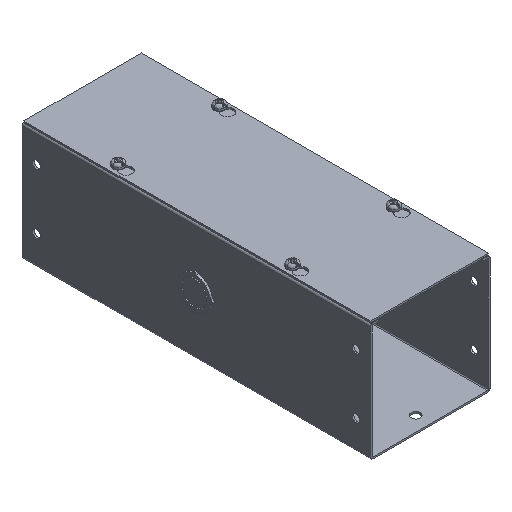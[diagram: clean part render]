
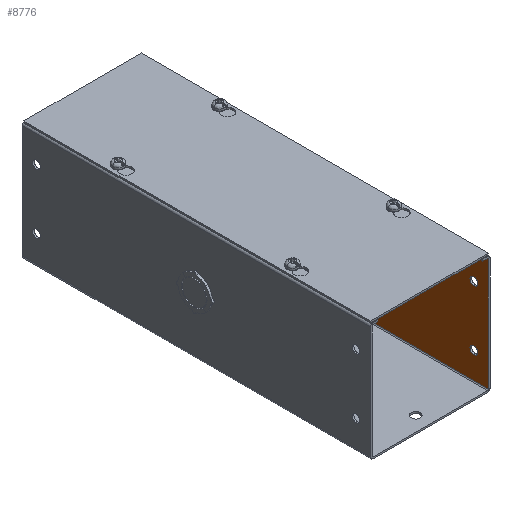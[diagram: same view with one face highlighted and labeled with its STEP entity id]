
A CAD part, isometric view. The second image highlights one B-rep face of the part: STEP entity #8776.
In plain terms, the highlighted planar face has unit normal (-1, 0, 0).
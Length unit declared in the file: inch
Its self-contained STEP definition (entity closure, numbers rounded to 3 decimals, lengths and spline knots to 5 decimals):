
#45 = AXIS2_PLACEMENT_3D ( 'NONE', #8892, #2486, #4055 ) ;
#128 = DIRECTION ( 'NONE',  ( 0., 0., -1. ) ) ;
#178 = VERTEX_POINT ( 'NONE', #4311 ) ;
#253 = EDGE_CURVE ( 'NONE', #3982, #6922, #5168, .T. ) ;
#378 = CARTESIAN_POINT ( 'NONE',  ( 2., -6., 0.047 ) ) ;
#665 = CARTESIAN_POINT ( 'NONE',  ( 2., -5.5, 2.924 ) ) ;
#736 = CARTESIAN_POINT ( 'NONE',  ( 2., -5.5, 3.057 ) ) ;
#793 = CIRCLE ( 'NONE', #3628, 0.133 ) ;
#907 = LINE ( 'NONE', #3067, #9003 ) ;
#984 = ORIENTED_EDGE ( 'NONE', *, *, #4937, .T. ) ;
#1220 = CARTESIAN_POINT ( 'NONE',  ( 2., -5.5, 1. ) ) ;
#1239 = CIRCLE ( 'NONE', #45, 0.133 ) ;
#1327 = DIRECTION ( 'NONE',  ( 0., 0., 1. ) ) ;
#1354 = CARTESIAN_POINT ( 'NONE',  ( 2., 5.5, 1. ) ) ;
#1457 = CARTESIAN_POINT ( 'NONE',  ( 2., -5.5, 3.19 ) ) ;
#1480 = DIRECTION ( 'NONE',  ( 0., 0., -1. ) ) ;
#1576 = VERTEX_POINT ( 'NONE', #6086 ) ;
#1619 = DIRECTION ( 'NONE',  ( -1., 0., 0. ) ) ;
#1721 = ORIENTED_EDGE ( 'NONE', *, *, #6663, .F. ) ;
#1788 = EDGE_LOOP ( 'NONE', ( #9266, #7606 ) ) ;
#1955 = EDGE_CURVE ( 'NONE', #1576, #2193, #7983, .T. ) ;
#1986 = AXIS2_PLACEMENT_3D ( 'NONE', #1354, #9235, #5659 ) ;
#2079 = VECTOR ( 'NONE', #3066, 39.37008 ) ;
#2193 = VERTEX_POINT ( 'NONE', #4185 ) ;
#2333 = AXIS2_PLACEMENT_3D ( 'NONE', #4996, #7853, #4281 ) ;
#2486 = DIRECTION ( 'NONE',  ( -1., 0., 0. ) ) ;
#2555 = DIRECTION ( 'NONE',  ( -1., 0., 0. ) ) ;
#2562 = VERTEX_POINT ( 'NONE', #6766 ) ;
#2657 = CARTESIAN_POINT ( 'NONE',  ( 2., 6., 0.057 ) ) ;
#3027 = DIRECTION ( 'NONE',  ( 0., 0., -1. ) ) ;
#3036 = CIRCLE ( 'NONE', #7527, 0.133 ) ;
#3066 = DIRECTION ( 'NONE',  ( 0., 1., 0. ) ) ;
#3067 = CARTESIAN_POINT ( 'NONE',  ( 2., -6., 3.971 ) ) ;
#3263 = DIRECTION ( 'NONE',  ( 0., 0., -1. ) ) ;
#3304 = CARTESIAN_POINT ( 'NONE',  ( 2., -5.5, 3.057 ) ) ;
#3348 = CARTESIAN_POINT ( 'NONE',  ( 2., 6., 0.086 ) ) ;
#3373 = FACE_BOUND ( 'NONE', #7490, .T. ) ;
#3462 = EDGE_CURVE ( 'NONE', #2562, #6670, #6360, .T. ) ;
#3490 = CARTESIAN_POINT ( 'NONE',  ( 2., -6., 0.057 ) ) ;
#3558 = EDGE_CURVE ( 'NONE', #9012, #4392, #3036, .T. ) ;
#3621 = VECTOR ( 'NONE', #7622, 39.37008 ) ;
#3628 = AXIS2_PLACEMENT_3D ( 'NONE', #1220, #3946, #4078 ) ;
#3727 = DIRECTION ( 'NONE',  ( -1., 0., 0. ) ) ;
#3728 = CARTESIAN_POINT ( 'NONE',  ( 2., 5.5, 0.867 ) ) ;
#3873 = VERTEX_POINT ( 'NONE', #1457 ) ;
#3943 = VERTEX_POINT ( 'NONE', #5301 ) ;
#3946 = DIRECTION ( 'NONE',  ( -1., 0., 0. ) ) ;
#3982 = VERTEX_POINT ( 'NONE', #7459 ) ;
#4055 = DIRECTION ( 'NONE',  ( 0., 0., -1. ) ) ;
#4063 = AXIS2_PLACEMENT_3D ( 'NONE', #736, #7691, #1480 ) ;
#4078 = DIRECTION ( 'NONE',  ( 0., 0., -1. ) ) ;
#4185 = CARTESIAN_POINT ( 'NONE',  ( 2., 5.5, 3.19 ) ) ;
#4281 = DIRECTION ( 'NONE',  ( 0., 0., -1. ) ) ;
#4311 = CARTESIAN_POINT ( 'NONE',  ( 2., -6., 3.971 ) ) ;
#4331 = ORIENTED_EDGE ( 'NONE', *, *, #5787, .F. ) ;
#4392 = VERTEX_POINT ( 'NONE', #8145 ) ;
#4543 = AXIS2_PLACEMENT_3D ( 'NONE', #6541, #3727, #128 ) ;
#4678 = FACE_BOUND ( 'NONE', #7563, .T. ) ;
#4889 = LINE ( 'NONE', #3490, #5265 ) ;
#4937 = EDGE_CURVE ( 'NONE', #3943, #6922, #6826, .T. ) ;
#4996 = CARTESIAN_POINT ( 'NONE',  ( 2., -5.5, 1. ) ) ;
#5095 = ORIENTED_EDGE ( 'NONE', *, *, #3462, .F. ) ;
#5168 = LINE ( 'NONE', #7321, #2079 ) ;
#5182 = CARTESIAN_POINT ( 'NONE',  ( 2., 5.5, 1. ) ) ;
#5250 = ORIENTED_EDGE ( 'NONE', *, *, #7472, .F. ) ;
#5265 = VECTOR ( 'NONE', #1327, 39.37008 ) ;
#5301 = CARTESIAN_POINT ( 'NONE',  ( 2., 6., 3.971 ) ) ;
#5330 = CARTESIAN_POINT ( 'NONE',  ( 2., -5.5, 1.133 ) ) ;
#5575 = CIRCLE ( 'NONE', #1986, 0.133 ) ;
#5620 = EDGE_LOOP ( 'NONE', ( #984, #5721, #8790, #4331 ) ) ;
#5659 = DIRECTION ( 'NONE',  ( 0., 0., -1. ) ) ;
#5675 = EDGE_CURVE ( 'NONE', #3982, #178, #4889, .T. ) ;
#5688 = ORIENTED_EDGE ( 'NONE', *, *, #8432, .F. ) ;
#5720 = DIRECTION ( 'NONE',  ( 0., -1., 0. ) ) ;
#5721 = ORIENTED_EDGE ( 'NONE', *, *, #253, .F. ) ;
#5787 = EDGE_CURVE ( 'NONE', #3943, #178, #907, .T. ) ;
#6021 = AXIS2_PLACEMENT_3D ( 'NONE', #378, #6926, #8989 ) ;
#6086 = CARTESIAN_POINT ( 'NONE',  ( 2., 5.5, 2.924 ) ) ;
#6161 = AXIS2_PLACEMENT_3D ( 'NONE', #3304, #2555, #3263 ) ;
#6360 = CIRCLE ( 'NONE', #2333, 0.133 ) ;
#6541 = CARTESIAN_POINT ( 'NONE',  ( 2., 5.5, 3.057 ) ) ;
#6617 = CIRCLE ( 'NONE', #6161, 0.133 ) ;
#6663 = EDGE_CURVE ( 'NONE', #2193, #1576, #1239, .T. ) ;
#6670 = VERTEX_POINT ( 'NONE', #5330 ) ;
#6766 = CARTESIAN_POINT ( 'NONE',  ( 2., -5.5, 0.867 ) ) ;
#6826 = LINE ( 'NONE', #2657, #3621 ) ;
#6837 = FACE_BOUND ( 'NONE', #1788, .T. ) ;
#6922 = VERTEX_POINT ( 'NONE', #3348 ) ;
#6926 = DIRECTION ( 'NONE',  ( 1., 0., 0. ) ) ;
#7321 = CARTESIAN_POINT ( 'NONE',  ( 2., -6., 0.086 ) ) ;
#7455 = FACE_BOUND ( 'NONE', #7463, .T. ) ;
#7459 = CARTESIAN_POINT ( 'NONE',  ( 2., -6., 0.086 ) ) ;
#7463 = EDGE_LOOP ( 'NONE', ( #8896, #1721 ) ) ;
#7472 = EDGE_CURVE ( 'NONE', #8476, #3873, #7513, .T. ) ;
#7490 = EDGE_LOOP ( 'NONE', ( #5095, #5688 ) ) ;
#7513 = CIRCLE ( 'NONE', #4063, 0.133 ) ;
#7527 = AXIS2_PLACEMENT_3D ( 'NONE', #5182, #1619, #3027 ) ;
#7563 = EDGE_LOOP ( 'NONE', ( #5250, #8013 ) ) ;
#7606 = ORIENTED_EDGE ( 'NONE', *, *, #8544, .F. ) ;
#7622 = DIRECTION ( 'NONE',  ( 0., 0., -1. ) ) ;
#7633 = FACE_OUTER_BOUND ( 'NONE', #5620, .T. ) ;
#7691 = DIRECTION ( 'NONE',  ( -1., 0., 0. ) ) ;
#7853 = DIRECTION ( 'NONE',  ( -1., 0., 0. ) ) ;
#7979 = EDGE_CURVE ( 'NONE', #3873, #8476, #6617, .T. ) ;
#7983 = CIRCLE ( 'NONE', #4543, 0.133 ) ;
#8013 = ORIENTED_EDGE ( 'NONE', *, *, #7979, .F. ) ;
#8145 = CARTESIAN_POINT ( 'NONE',  ( 2., 5.5, 1.133 ) ) ;
#8370 = PLANE ( 'NONE',  #6021 ) ;
#8432 = EDGE_CURVE ( 'NONE', #6670, #2562, #793, .T. ) ;
#8476 = VERTEX_POINT ( 'NONE', #665 ) ;
#8544 = EDGE_CURVE ( 'NONE', #4392, #9012, #5575, .T. ) ;
#8776 = ADVANCED_FACE ( 'NONE', ( #7633, #3373, #4678, #6837, #7455 ), #8370, .F. ) ;
#8790 = ORIENTED_EDGE ( 'NONE', *, *, #5675, .T. ) ;
#8892 = CARTESIAN_POINT ( 'NONE',  ( 2., 5.5, 3.057 ) ) ;
#8896 = ORIENTED_EDGE ( 'NONE', *, *, #1955, .F. ) ;
#8989 = DIRECTION ( 'NONE',  ( 0., 0., -1. ) ) ;
#9003 = VECTOR ( 'NONE', #5720, 39.37008 ) ;
#9012 = VERTEX_POINT ( 'NONE', #3728 ) ;
#9235 = DIRECTION ( 'NONE',  ( -1., 0., 0. ) ) ;
#9266 = ORIENTED_EDGE ( 'NONE', *, *, #3558, .F. ) ;
